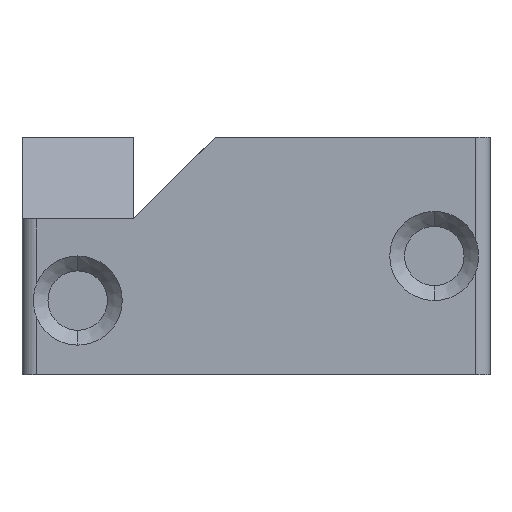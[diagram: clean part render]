
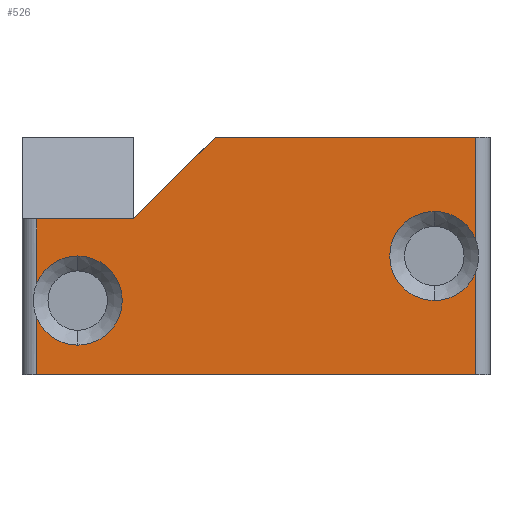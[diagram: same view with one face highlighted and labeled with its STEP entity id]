
A CAD part, front view. The second image highlights one B-rep face of the part: STEP entity #526.
In plain terms, the highlighted planar face has unit normal (0, -1, 0).
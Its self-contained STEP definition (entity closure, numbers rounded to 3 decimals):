
#4 = LINE ( 'NONE', #377, #628 ) ;
#12 = VERTEX_POINT ( 'NONE', #878 ) ;
#17 = CARTESIAN_POINT ( 'NONE',  ( 14.75, 0., 16. ) ) ;
#18 = EDGE_CURVE ( 'NONE', #12, #897, #981, .T. ) ;
#28 = VERTEX_POINT ( 'NONE', #192 ) ;
#33 = ORIENTED_EDGE ( 'NONE', *, *, #1051, .T. ) ;
#40 = EDGE_LOOP ( 'NONE', ( #812, #433, #1061, #884, #33, #538, #212, #788, #783, #1046, #744, #825, #234, #601 ) ) ;
#47 = DIRECTION ( 'NONE',  ( 0., 1., 0. ) ) ;
#50 = CARTESIAN_POINT ( 'NONE',  ( -14.75, 0., 16. ) ) ;
#59 = CIRCLE ( 'NONE', #221, 3. ) ;
#72 = CARTESIAN_POINT ( 'NONE',  ( -12., 0., 2. ) ) ;
#97 = VECTOR ( 'NONE', #227, 1000. ) ;
#105 = DIRECTION ( 'NONE',  ( 0., 0., 1. ) ) ;
#109 = EDGE_CURVE ( 'NONE', #1109, #620, #174, .T. ) ;
#130 = CARTESIAN_POINT ( 'NONE',  ( 12., 0., 5. ) ) ;
#139 = DIRECTION ( 'NONE',  ( 0., 0., -1. ) ) ;
#154 = VERTEX_POINT ( 'NONE', #130 ) ;
#156 = AXIS2_PLACEMENT_3D ( 'NONE', #1129, #1175, #690 ) ;
#174 = CIRCLE ( 'NONE', #691, 3. ) ;
#192 = CARTESIAN_POINT ( 'NONE',  ( 12., 0., 11. ) ) ;
#194 = LINE ( 'NONE', #266, #409 ) ;
#195 = DIRECTION ( 'NONE',  ( 0., 0., 1. ) ) ;
#197 = EDGE_CURVE ( 'NONE', #336, #1109, #624, .T. ) ;
#201 = EDGE_CURVE ( 'NONE', #759, #897, #899, .T. ) ;
#212 = ORIENTED_EDGE ( 'NONE', *, *, #542, .T. ) ;
#215 = LINE ( 'NONE', #236, #792 ) ;
#221 = AXIS2_PLACEMENT_3D ( 'NONE', #725, #47, #417 ) ;
#227 = DIRECTION ( 'NONE',  ( 1., 0., 0. ) ) ;
#233 = CIRCLE ( 'NONE', #873, 3. ) ;
#234 = ORIENTED_EDGE ( 'NONE', *, *, #1196, .T. ) ;
#236 = CARTESIAN_POINT ( 'NONE',  ( -14.75, 0., 16. ) ) ;
#238 = EDGE_CURVE ( 'NONE', #845, #964, #600, .T. ) ;
#240 = DIRECTION ( 'NONE',  ( -1., 0., 0. ) ) ;
#249 = DIRECTION ( 'NONE',  ( 0., 1., 0. ) ) ;
#254 = CARTESIAN_POINT ( 'NONE',  ( 14.75, 0., 6.801 ) ) ;
#266 = CARTESIAN_POINT ( 'NONE',  ( -15.75, 0., 0. ) ) ;
#276 = CARTESIAN_POINT ( 'NONE',  ( -2.75, 0., 16. ) ) ;
#286 = EDGE_CURVE ( 'NONE', #699, #154, #807, .T. ) ;
#300 = CARTESIAN_POINT ( 'NONE',  ( -12., 0., 5. ) ) ;
#336 = VERTEX_POINT ( 'NONE', #1209 ) ;
#363 = DIRECTION ( 'NONE',  ( -0.707, 0., -0.707 ) ) ;
#377 = CARTESIAN_POINT ( 'NONE',  ( 14.75, 0., 16. ) ) ;
#388 = DIRECTION ( 'NONE',  ( 0., 1., 0. ) ) ;
#395 = VECTOR ( 'NONE', #363, 1000. ) ;
#409 = VECTOR ( 'NONE', #447, 1000. ) ;
#417 = DIRECTION ( 'NONE',  ( -1., 0., 0. ) ) ;
#433 = ORIENTED_EDGE ( 'NONE', *, *, #197, .T. ) ;
#447 = DIRECTION ( 'NONE',  ( 1., 0., 0. ) ) ;
#449 = VECTOR ( 'NONE', #139, 1000. ) ;
#450 = CARTESIAN_POINT ( 'NONE',  ( 12., 0., 8. ) ) ;
#463 = VECTOR ( 'NONE', #105, 1000. ) ;
#468 = EDGE_CURVE ( 'NONE', #620, #553, #233, .T. ) ;
#499 = CARTESIAN_POINT ( 'NONE',  ( 12.492, 0., 10.5 ) ) ;
#526 = ADVANCED_FACE ( 'NONE', ( #1044 ), #946, .F. ) ;
#538 = ORIENTED_EDGE ( 'NONE', *, *, #802, .T. ) ;
#542 = EDGE_CURVE ( 'NONE', #1190, #699, #4, .T. ) ;
#553 = VERTEX_POINT ( 'NONE', #569 ) ;
#569 = CARTESIAN_POINT ( 'NONE',  ( -14.75, 0., 3.801 ) ) ;
#599 = CARTESIAN_POINT ( 'NONE',  ( -14.75, 0., 10.5 ) ) ;
#600 = LINE ( 'NONE', #499, #931 ) ;
#601 = ORIENTED_EDGE ( 'NONE', *, *, #238, .T. ) ;
#620 = VERTEX_POINT ( 'NONE', #72 ) ;
#624 = CIRCLE ( 'NONE', #870, 3. ) ;
#628 = VECTOR ( 'NONE', #195, 1000. ) ;
#636 = EDGE_CURVE ( 'NONE', #964, #336, #215, .T. ) ;
#649 = CARTESIAN_POINT ( 'NONE',  ( 14.75, 0., 0. ) ) ;
#690 = DIRECTION ( 'NONE',  ( -1., 0., 0. ) ) ;
#691 = AXIS2_PLACEMENT_3D ( 'NONE', #300, #770, #1147 ) ;
#699 = VERTEX_POINT ( 'NONE', #254 ) ;
#725 = CARTESIAN_POINT ( 'NONE',  ( 12., 0., 8. ) ) ;
#744 = ORIENTED_EDGE ( 'NONE', *, *, #18, .T. ) ;
#759 = VERTEX_POINT ( 'NONE', #843 ) ;
#770 = DIRECTION ( 'NONE',  ( 0., 1., 0. ) ) ;
#774 = CARTESIAN_POINT ( 'NONE',  ( 14.75, 0., 16. ) ) ;
#783 = ORIENTED_EDGE ( 'NONE', *, *, #1145, .T. ) ;
#788 = ORIENTED_EDGE ( 'NONE', *, *, #286, .T. ) ;
#789 = CARTESIAN_POINT ( 'NONE',  ( -14.75, 0., 0. ) ) ;
#792 = VECTOR ( 'NONE', #980, 1000. ) ;
#802 = EDGE_CURVE ( 'NONE', #895, #1190, #194, .T. ) ;
#807 = CIRCLE ( 'NONE', #1202, 3. ) ;
#812 = ORIENTED_EDGE ( 'NONE', *, *, #636, .T. ) ;
#825 = ORIENTED_EDGE ( 'NONE', *, *, #201, .F. ) ;
#843 = CARTESIAN_POINT ( 'NONE',  ( -2.75, 0., 16. ) ) ;
#845 = VERTEX_POINT ( 'NONE', #1226 ) ;
#850 = CARTESIAN_POINT ( 'NONE',  ( -15.75, 0., 16. ) ) ;
#861 = EDGE_CURVE ( 'NONE', #28, #12, #1099, .T. ) ;
#870 = AXIS2_PLACEMENT_3D ( 'NONE', #1101, #1188, #240 ) ;
#873 = AXIS2_PLACEMENT_3D ( 'NONE', #1151, #388, #1063 ) ;
#878 = CARTESIAN_POINT ( 'NONE',  ( 14.75, 0., 9.199 ) ) ;
#882 = DIRECTION ( 'NONE',  ( -1., 0., 0. ) ) ;
#884 = ORIENTED_EDGE ( 'NONE', *, *, #468, .T. ) ;
#895 = VERTEX_POINT ( 'NONE', #789 ) ;
#896 = CARTESIAN_POINT ( 'NONE',  ( -12., 0., 8. ) ) ;
#897 = VERTEX_POINT ( 'NONE', #774 ) ;
#899 = LINE ( 'NONE', #1004, #97 ) ;
#931 = VECTOR ( 'NONE', #882, 1000. ) ;
#946 = PLANE ( 'NONE',  #1081 ) ;
#953 = DIRECTION ( 'NONE',  ( 0., 1., 0. ) ) ;
#964 = VERTEX_POINT ( 'NONE', #599 ) ;
#980 = DIRECTION ( 'NONE',  ( 0., 0., -1. ) ) ;
#981 = LINE ( 'NONE', #17, #463 ) ;
#1004 = CARTESIAN_POINT ( 'NONE',  ( -15.75, 0., 16. ) ) ;
#1018 = LINE ( 'NONE', #50, #449 ) ;
#1029 = LINE ( 'NONE', #276, #395 ) ;
#1035 = DIRECTION ( 'NONE',  ( -1., 0., 0. ) ) ;
#1044 = FACE_OUTER_BOUND ( 'NONE', #40, .T. ) ;
#1046 = ORIENTED_EDGE ( 'NONE', *, *, #861, .T. ) ;
#1051 = EDGE_CURVE ( 'NONE', #553, #895, #1018, .T. ) ;
#1061 = ORIENTED_EDGE ( 'NONE', *, *, #109, .T. ) ;
#1063 = DIRECTION ( 'NONE',  ( -1., 0., 0. ) ) ;
#1081 = AXIS2_PLACEMENT_3D ( 'NONE', #850, #953, #1240 ) ;
#1099 = CIRCLE ( 'NONE', #156, 3. ) ;
#1101 = CARTESIAN_POINT ( 'NONE',  ( -12., 0., 5. ) ) ;
#1109 = VERTEX_POINT ( 'NONE', #896 ) ;
#1129 = CARTESIAN_POINT ( 'NONE',  ( 12., 0., 8. ) ) ;
#1145 = EDGE_CURVE ( 'NONE', #154, #28, #59, .T. ) ;
#1147 = DIRECTION ( 'NONE',  ( -1., 0., 0. ) ) ;
#1151 = CARTESIAN_POINT ( 'NONE',  ( -12., 0., 5. ) ) ;
#1175 = DIRECTION ( 'NONE',  ( 0., 1., 0. ) ) ;
#1188 = DIRECTION ( 'NONE',  ( 0., 1., 0. ) ) ;
#1190 = VERTEX_POINT ( 'NONE', #649 ) ;
#1196 = EDGE_CURVE ( 'NONE', #759, #845, #1029, .T. ) ;
#1202 = AXIS2_PLACEMENT_3D ( 'NONE', #450, #249, #1035 ) ;
#1209 = CARTESIAN_POINT ( 'NONE',  ( -14.75, 0., 6.199 ) ) ;
#1226 = CARTESIAN_POINT ( 'NONE',  ( -8.25, 0., 10.5 ) ) ;
#1240 = DIRECTION ( 'NONE',  ( -1., 0., 0. ) ) ;
